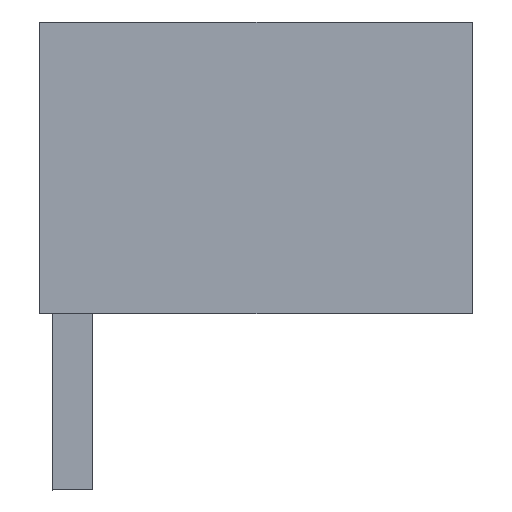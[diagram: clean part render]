
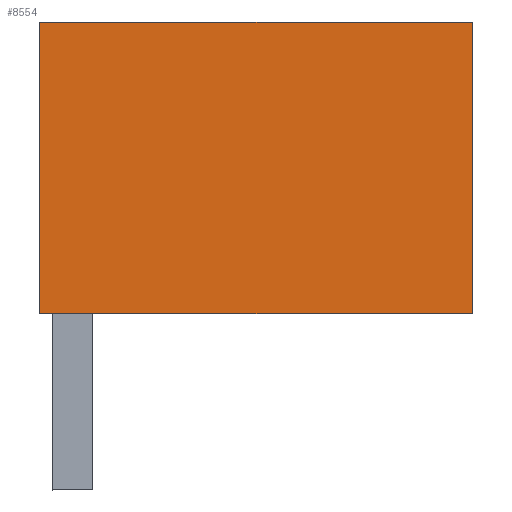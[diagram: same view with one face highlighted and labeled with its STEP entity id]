
A CAD part, left-side view. The second image highlights one B-rep face of the part: STEP entity #8554.
In plain terms, the highlighted planar face has unit normal (-1, 0, 0).
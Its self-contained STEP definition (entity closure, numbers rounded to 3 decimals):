
#8541=AXIS2_PLACEMENT_3D('Plane Axis2P3D',#8538,#8539,#8540) ;
#3020=CARTESIAN_POINT('Vertex',(0.,11.05,4.5)) ;
#3023=CARTESIAN_POINT('Line Origine',(0.,11.05,8.225)) ;
#3027=CARTESIAN_POINT('Vertex',(0.,11.05,11.95)) ;
#3519=CARTESIAN_POINT('Line Origine',(0.,5.525,4.5)) ;
#3523=CARTESIAN_POINT('Vertex',(0.,0.,4.5)) ;
#7236=CARTESIAN_POINT('Line Origine',(0.,5.525,11.95)) ;
#7240=CARTESIAN_POINT('Vertex',(0.,0.,11.95)) ;
#8538=CARTESIAN_POINT('Axis2P3D Location',(0.,-2.377,1.3)) ;
#8543=CARTESIAN_POINT('Line Origine',(0.,0.,8.225)) ;
#3024=DIRECTION('Vector Direction',(0.,0.,-1.)) ;
#3520=DIRECTION('Vector Direction',(0.,1.,0.)) ;
#7237=DIRECTION('Vector Direction',(0.,-1.,0.)) ;
#8539=DIRECTION('Axis2P3D Direction',(1.,-0.,0.)) ;
#8540=DIRECTION('Axis2P3D XDirection',(0.,1.,0.)) ;
#8544=DIRECTION('Vector Direction',(0.,0.,1.)) ;
#3025=VECTOR('Line Direction',#3024,1.) ;
#3521=VECTOR('Line Direction',#3520,1.) ;
#7238=VECTOR('Line Direction',#7237,1.) ;
#8545=VECTOR('Line Direction',#8544,1.) ;
#8549=ORIENTED_EDGE('',*,*,#7242,.F.) ;
#8550=ORIENTED_EDGE('',*,*,#3029,.T.) ;
#8551=ORIENTED_EDGE('',*,*,#3525,.F.) ;
#8552=ORIENTED_EDGE('',*,*,#8547,.T.) ;
#8554=ADVANCED_FACE('HOUSING',(#8553),#8542,.F.) ;
#3029=EDGE_CURVE('',#3028,#3021,#3026,.T.) ;
#3525=EDGE_CURVE('',#3524,#3021,#3522,.T.) ;
#7242=EDGE_CURVE('',#3028,#7241,#7239,.T.) ;
#8547=EDGE_CURVE('',#3524,#7241,#8546,.T.) ;
#8548=EDGE_LOOP('',(#8549,#8550,#8551,#8552)) ;
#8553=FACE_OUTER_BOUND('',#8548,.T.) ;
#3026=LINE('Line',#3023,#3025) ;
#3522=LINE('Line',#3519,#3521) ;
#7239=LINE('Line',#7236,#7238) ;
#8546=LINE('Line',#8543,#8545) ;
#8542=PLANE('',#8541) ;
#3021=VERTEX_POINT('',#3020) ;
#3028=VERTEX_POINT('',#3027) ;
#3524=VERTEX_POINT('',#3523) ;
#7241=VERTEX_POINT('',#7240) ;
